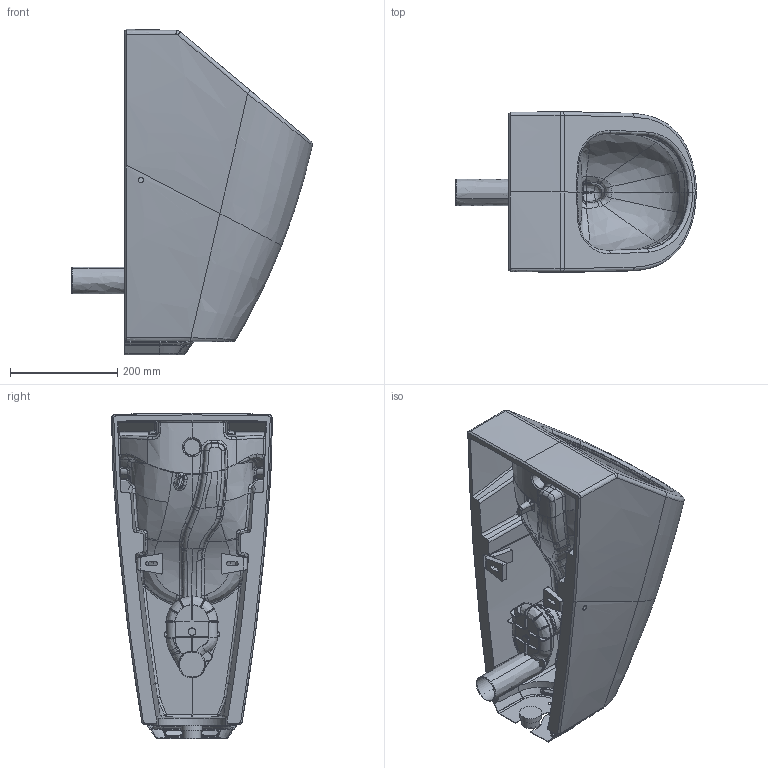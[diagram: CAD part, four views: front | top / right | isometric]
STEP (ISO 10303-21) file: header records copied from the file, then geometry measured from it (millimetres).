
FILE_DESCRIPTION((''),'2;1');
FILE_NAME('280931_1.stp','2015-09-25T18:55:43',('Administrator'),(''),'Autodesk Inventor 2011','Autodesk Inventor 2011','');
FILE_SCHEMA(('CONFIG_CONTROL_DESIGN'));
Length unit declared in the file: millimetre
Products named in the file (11): 280931_1; 280930; Urinal_Absaugesifon; Part1; Utronic Steuerung Bgr; Utronic Regler; 00427; Utronic Steuerung; 00195; 00185; Gummi
Assembly tree (11 placements, depth 4):
  280931_1
    280930
    Urinal_Absaugesifon
    Part1  x2
    Utronic Steuerung Bgr
      Utronic Regler
        00427
      Utronic Steuerung
        00195
        00185
        Gummi
Bounding box: 448.85 x 299.54 x 606.18 mm (x, y, z)
Volume: 15205282.2 mm3; surface area: 1247003.6 mm2
Topology: 9 solids, 10 shells, 2176 faces, 5728 edges, 3568 vertices
Faces by surface type: bspline 1084, plane 780, cylinder 184, torus 56, cone 50, sphere 22
Full cylindrical faces by diameter (mm): 6 x2, 10 x2, 15.952 x1, 18.245 x1, 19.94 x1, 21.535 x1, 23.829 x2, 27 x1, 30 x1, 30.09 x1, 34.305 x1, 39.931 x1, 46.515 x1, 50 x1
Entity records: 189287 total; most frequent: CARTESIAN_POINT 141970, ORIENTED_EDGE 11164, DIRECTION 7023, EDGE_CURVE 5582, VERTEX_POINT 3516, VECTOR 2389, LINE 2389, AXIS2_PLACEMENT_3D 2317
